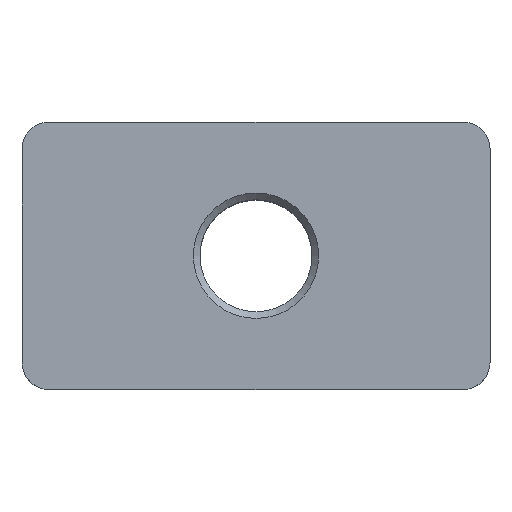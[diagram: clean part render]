
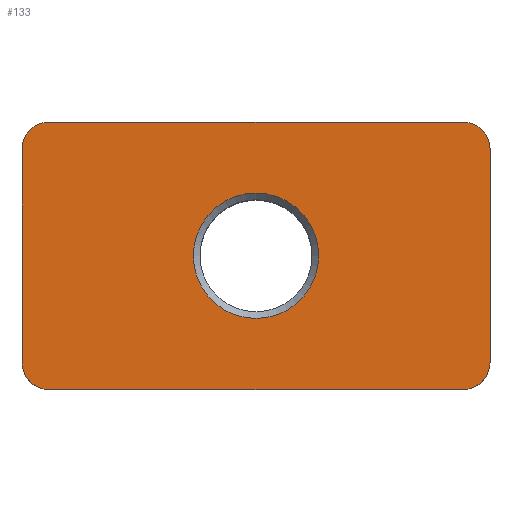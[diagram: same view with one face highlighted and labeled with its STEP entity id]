
A CAD part, top view. The second image highlights one B-rep face of the part: STEP entity #133.
In plain terms, the highlighted planar face has unit normal (0, 0, 1).
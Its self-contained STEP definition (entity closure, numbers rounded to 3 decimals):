
#133 = ADVANCED_FACE( '', ( #310, #311 ), #312, .T. );
#310 = FACE_BOUND( '', #530, .T. );
#311 = FACE_OUTER_BOUND( '', #531, .T. );
#312 = PLANE( '', #532 );
#530 = EDGE_LOOP( '', ( #866 ) );
#531 = EDGE_LOOP( '', ( #867, #868, #869, #870, #871, #872, #873, #874 ) );
#532 = AXIS2_PLACEMENT_3D( '', #875, #876, #877 );
#866 = ORIENTED_EDGE( '', *, *, #1384, .T. );
#867 = ORIENTED_EDGE( '', *, *, #1381, .T. );
#868 = ORIENTED_EDGE( '', *, *, #1385, .T. );
#869 = ORIENTED_EDGE( '', *, *, #1386, .T. );
#870 = ORIENTED_EDGE( '', *, *, #1387, .T. );
#871 = ORIENTED_EDGE( '', *, *, #1388, .T. );
#872 = ORIENTED_EDGE( '', *, *, #1389, .T. );
#873 = ORIENTED_EDGE( '', *, *, #1332, .T. );
#874 = ORIENTED_EDGE( '', *, *, #1390, .T. );
#875 = CARTESIAN_POINT( '', ( 0., 0., 24. ) );
#876 = DIRECTION( '', ( 0., 0., 1. ) );
#877 = DIRECTION( '', ( 1., 0., 0. ) );
#1332 = EDGE_CURVE( '', #1609, #1607, #1610, .T. );
#1381 = EDGE_CURVE( '', #1691, #1689, #1692, .T. );
#1384 = EDGE_CURVE( '', #1695, #1695, #1696, .F. );
#1385 = EDGE_CURVE( '', #1689, #1697, #1698, .T. );
#1386 = EDGE_CURVE( '', #1697, #1699, #1700, .T. );
#1387 = EDGE_CURVE( '', #1699, #1701, #1702, .T. );
#1388 = EDGE_CURVE( '', #1701, #1703, #1704, .T. );
#1389 = EDGE_CURVE( '', #1703, #1609, #1705, .T. );
#1390 = EDGE_CURVE( '', #1607, #1691, #1706, .T. );
#1607 = VERTEX_POINT( '', #1991 );
#1609 = VERTEX_POINT( '', #1994 );
#1610 = LINE( '', #1995, #1996 );
#1689 = VERTEX_POINT( '', #2113 );
#1691 = VERTEX_POINT( '', #2116 );
#1692 = LINE( '', #2117, #2118 );
#1695 = VERTEX_POINT( '', #2122 );
#1696 = CIRCLE( '', #2123, 4.688 );
#1697 = VERTEX_POINT( '', #2124 );
#1698 = CIRCLE( '', #2125, 2. );
#1699 = VERTEX_POINT( '', #2126 );
#1700 = LINE( '', #2127, #2128 );
#1701 = VERTEX_POINT( '', #2129 );
#1702 = CIRCLE( '', #2130, 2. );
#1703 = VERTEX_POINT( '', #2131 );
#1704 = LINE( '', #2132, #2133 );
#1705 = CIRCLE( '', #2134, 2. );
#1706 = CIRCLE( '', #2135, 2. );
#1991 = CARTESIAN_POINT( '', ( -15.5, 10., 24. ) );
#1994 = CARTESIAN_POINT( '', ( 15.5, 10., 24. ) );
#1995 = CARTESIAN_POINT( '', ( 17.5, 10., 24. ) );
#1996 = VECTOR( '', #2377, 1000. );
#2113 = CARTESIAN_POINT( '', ( -17.5, -8., 24. ) );
#2116 = CARTESIAN_POINT( '', ( -17.5, 8., 24. ) );
#2117 = CARTESIAN_POINT( '', ( -17.5, 10., 24. ) );
#2118 = VECTOR( '', #2417, 1000. );
#2122 = CARTESIAN_POINT( '', ( 4.688, 0., 24. ) );
#2123 = AXIS2_PLACEMENT_3D( '', #2419, #2420, #2421 );
#2124 = CARTESIAN_POINT( '', ( -15.5, -10., 24. ) );
#2125 = AXIS2_PLACEMENT_3D( '', #2422, #2423, #2424 );
#2126 = CARTESIAN_POINT( '', ( 15.5, -10., 24. ) );
#2127 = CARTESIAN_POINT( '', ( -17.5, -10., 24. ) );
#2128 = VECTOR( '', #2425, 1000. );
#2129 = CARTESIAN_POINT( '', ( 17.5, -8., 24. ) );
#2130 = AXIS2_PLACEMENT_3D( '', #2426, #2427, #2428 );
#2131 = CARTESIAN_POINT( '', ( 17.5, 8., 24. ) );
#2132 = CARTESIAN_POINT( '', ( 17.5, -10., 24. ) );
#2133 = VECTOR( '', #2429, 1000. );
#2134 = AXIS2_PLACEMENT_3D( '', #2430, #2431, #2432 );
#2135 = AXIS2_PLACEMENT_3D( '', #2433, #2434, #2435 );
#2377 = DIRECTION( '', ( -1., 0., 0. ) );
#2417 = DIRECTION( '', ( 0., -1., 0. ) );
#2419 = CARTESIAN_POINT( '', ( 0., 0., 24. ) );
#2420 = DIRECTION( '', ( 0., 0., 1. ) );
#2421 = DIRECTION( '', ( 1., 0., 0. ) );
#2422 = CARTESIAN_POINT( '', ( -15.5, -8., 24. ) );
#2423 = DIRECTION( '', ( 0., 0., 1. ) );
#2424 = DIRECTION( '', ( 1., 0., 0. ) );
#2425 = DIRECTION( '', ( 1., 0., 0. ) );
#2426 = CARTESIAN_POINT( '', ( 15.5, -8., 24. ) );
#2427 = DIRECTION( '', ( 0., 0., 1. ) );
#2428 = DIRECTION( '', ( 1., 0., 0. ) );
#2429 = DIRECTION( '', ( 0., 1., 0. ) );
#2430 = CARTESIAN_POINT( '', ( 15.5, 8., 24. ) );
#2431 = DIRECTION( '', ( 0., 0., 1. ) );
#2432 = DIRECTION( '', ( 1., 0., 0. ) );
#2433 = CARTESIAN_POINT( '', ( -15.5, 8., 24. ) );
#2434 = DIRECTION( '', ( 0., 0., 1. ) );
#2435 = DIRECTION( '', ( 1., 0., 0. ) );
